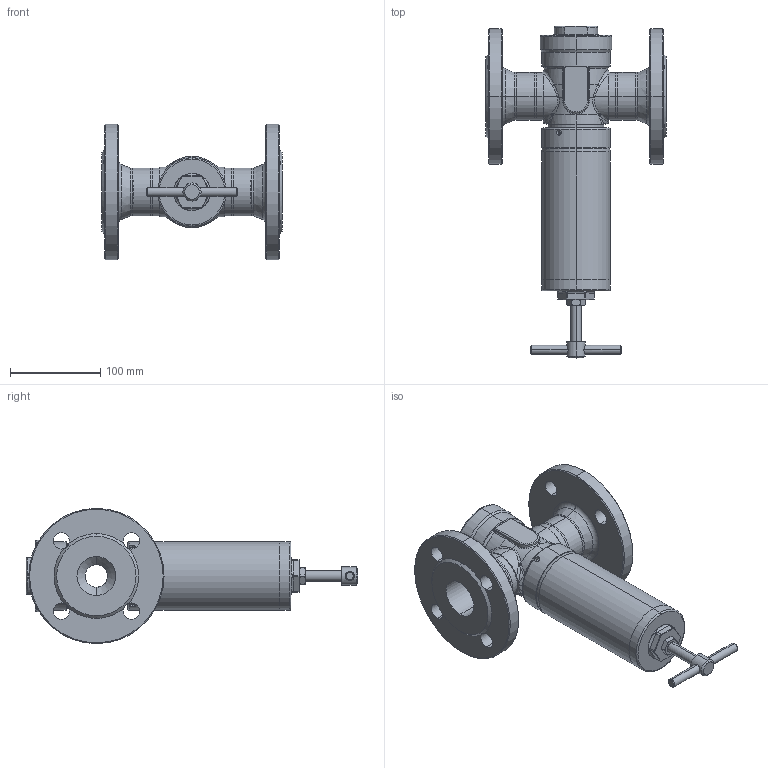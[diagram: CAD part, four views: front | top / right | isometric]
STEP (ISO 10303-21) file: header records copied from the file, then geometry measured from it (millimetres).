
FILE_DESCRIPTION (( 'STEP AP203' ), '1' );
FILE_NAME ('Typ 81 BG II D040I.STEP', '2019-11-06T08:49:37', ( '' ), ( '' ), 'SwSTEP 2.0', 'SolidWorks 2016', '' );
FILE_SCHEMA (( 'CONFIG_CONTROL_DESIGN' ));
Length unit declared in the file: millimetre
Products named in the file (1): Typ 81 BG II D040I
Bounding box: 200 x 368 x 150 mm (x, y, z)
Volume: 1029039.6 mm3; surface area: 297569.4 mm2
Topology: 11 solids, 11 shells, 554 faces, 1250 edges, 735 vertices
Faces by surface type: cylinder 205, cone 118, torus 89, plane 80, bspline 62
Entity records: 19391 total; most frequent: CARTESIAN_POINT 7177, DIRECTION 2641, ORIENTED_EDGE 2480, EDGE_CURVE 1240, AXIS2_PLACEMENT_3D 1152, VERTEX_POINT 735, CIRCLE 659, EDGE_LOOP 621
